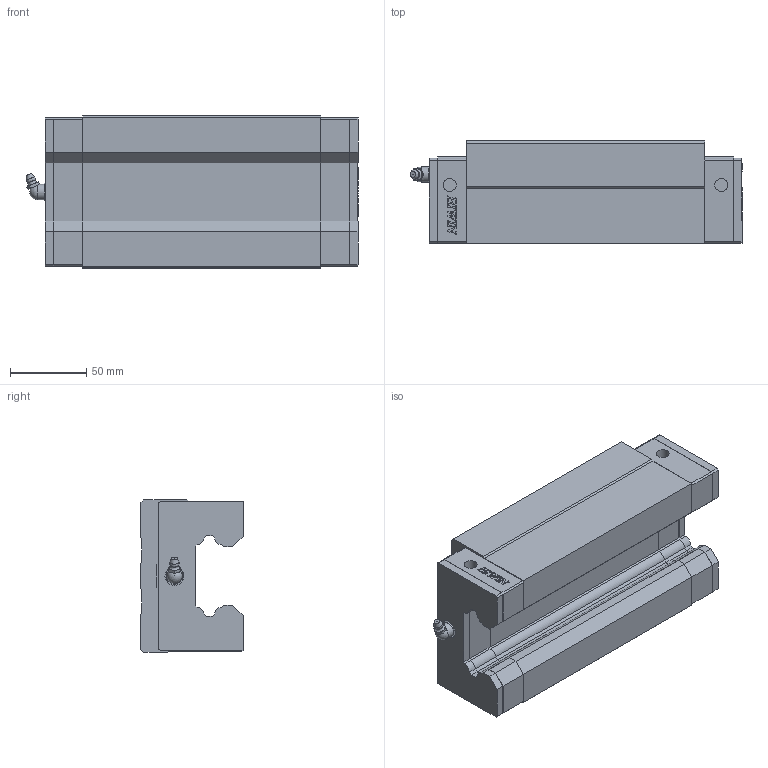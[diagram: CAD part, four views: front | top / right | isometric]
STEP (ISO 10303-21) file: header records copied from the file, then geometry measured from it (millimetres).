
FILE_DESCRIPTION(/* description */ (''),/* implementation_level */ '2;1');
FILE_NAME(/* name */ 'HGH55HAZ0C_GW202311001832.stp',/* time_stamp */ '2023-11-01T22:11:15+08:00',/* author */ ('Administrator'),/* organization */ (''),/* preprocessor_version */ 'ST-DEVELOPER v16.13',/* originating_system */ 'Autodesk Inventor 2018',/* authorisation */ '');
FILE_SCHEMA (('AUTOMOTIVE_DESIGN { 1 0 10303 214 3 1 1 }'));
Products named in the file (4): HGH55HAZ0C_GW202311001832; HGH55H_右封_temp; 34320003; 18PTH
Assembly tree (3 placements, depth 2):
  HGH55HAZ0C_GW202311001832
    HGH55H_右封_temp
    34320003
    18PTH
Bounding box: 217.3 x 67 x 100 mm (x, y, z)
Volume: 999286.7 mm3; surface area: 129967.8 mm2
Topology: 7 solids, 7 shells, 602 faces, 1637 edges, 1074 vertices
Faces by surface type: plane 455, cylinder 116, cone 27, sphere 2, torus 1, bspline 1
Full cylindrical faces by diameter (mm): 1 x2, 7.3 x2, 8.5 x4, 10 x5, 10.106 x4, 11.5 x1, 12.5 x2, 14.369 x1, 17.579 x1
Entity records: 18700 total; most frequent: CARTESIAN_POINT 3345, ORIENTED_EDGE 3188, DIRECTION 3063, EDGE_CURVE 1594, LINE 1291, VECTOR 1291, VERTEX_POINT 1062, AXIS2_PLACEMENT_3D 886
